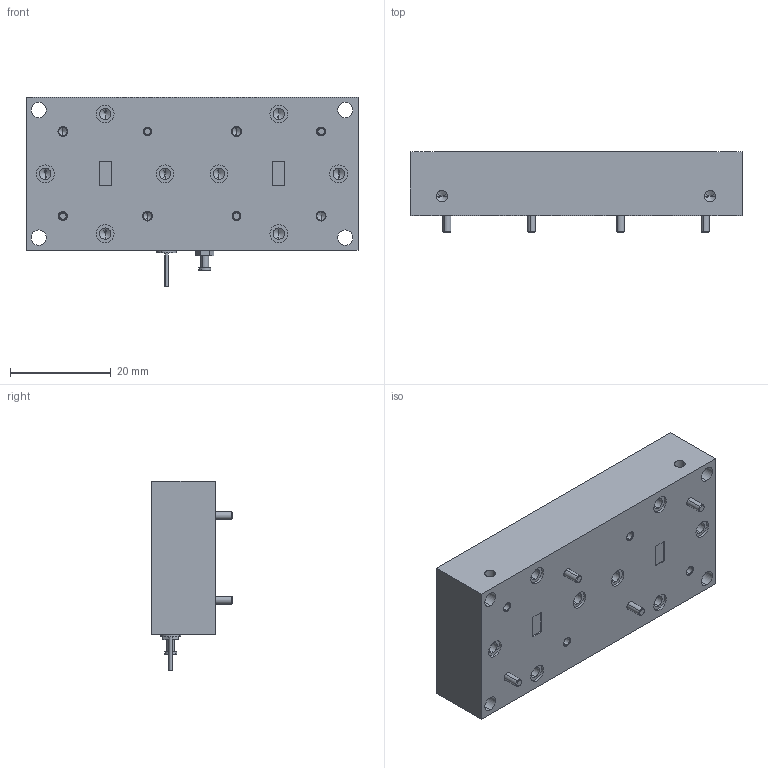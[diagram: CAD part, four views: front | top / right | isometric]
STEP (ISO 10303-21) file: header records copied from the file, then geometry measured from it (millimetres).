
FILE_DESCRIPTION (( 'STEP AP203' ), '1' );
FILE_NAME ('DMBX-19-111-1 DF.STEP', '2019-05-23T23:12:29', ( '' ), ( '' ), 'SwSTEP 2.0', 'SolidWorks 2016', '' );
FILE_SCHEMA (( 'CONFIG_CONTROL_DESIGN' ));
Length unit declared in the file: inch
Products named in the file (1): DMBX-19-111-1 DF
Bounding box: 66.04 x 16.07 x 37.72 mm (x, y, z)
Volume: 24842.1 mm3; surface area: 11828.2 mm2
Topology: 10 solids, 11 shells, 463 faces, 1180 edges, 728 vertices
Faces by surface type: cylinder 194, plane 129, cone 128, bspline 12
Entity records: 18241 total; most frequent: CARTESIAN_POINT 7688, ORIENTED_EDGE 2248, DIRECTION 2116, EDGE_CURVE 1124, AXIS2_PLACEMENT_3D 812, VERTEX_POINT 728, EDGE_LOOP 526, LINE 492
